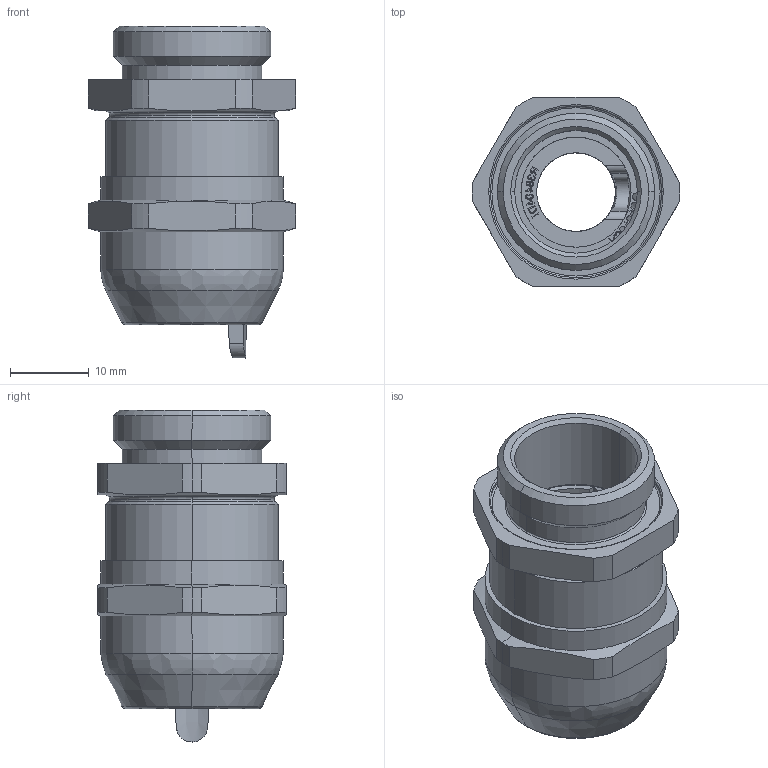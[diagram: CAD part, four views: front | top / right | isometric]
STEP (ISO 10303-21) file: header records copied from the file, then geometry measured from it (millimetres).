
FILE_DESCRIPTION (( 'STEP AP203' ), '1' );
FILE_NAME ('20DTSME1TA5.STEP', '2020-07-28T09:31:58', ( '' ), ( '' ), 'SwSTEP 2.0', 'SolidWorks 2017', '' );
FILE_SCHEMA (( 'CONFIG_CONTROL_DESIGN' ));
Length unit declared in the file: millimetre
Products named in the file (1): 20DTSME1TA5
Bounding box: 26.4 x 24 x 42.21 mm (x, y, z)
Surface area: 6343.6 mm2 (no closed solid volume)
Topology: 0 solids, 23 shells, 256 faces, 954 edges, 714 vertices
Faces by surface type: plane 83, cylinder 60, torus 41, bspline 40, cone 32
Entity records: 14164 total; most frequent: CARTESIAN_POINT 6890, ORIENTED_EDGE 1385, DIRECTION 1293, EDGE_CURVE 954, VERTEX_POINT 714, AXIS2_PLACEMENT_3D 464, VECTOR 365, LINE 365
